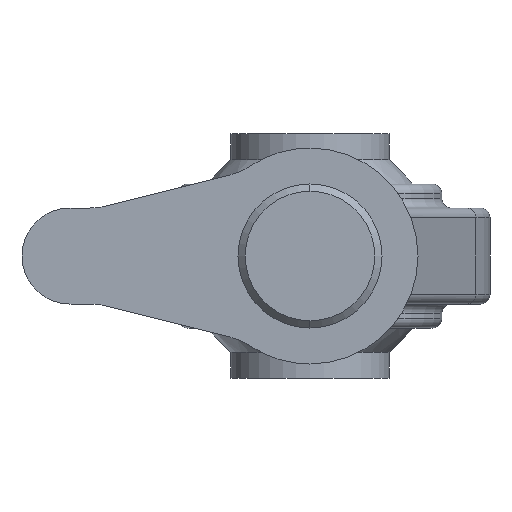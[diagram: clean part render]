
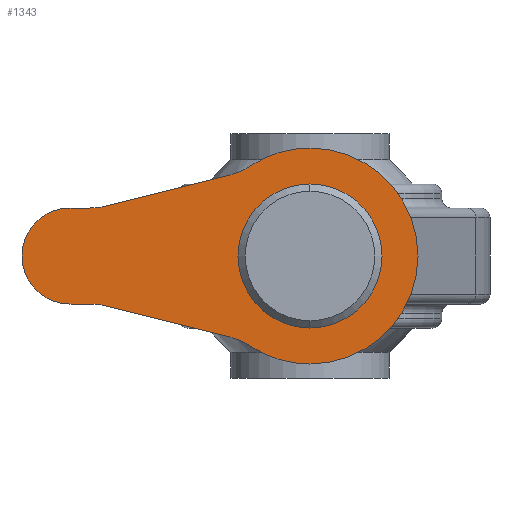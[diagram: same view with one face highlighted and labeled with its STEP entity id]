
A CAD part, front view. The second image highlights one B-rep face of the part: STEP entity #1343.
In plain terms, the highlighted planar face has unit normal (0, -1, 0).
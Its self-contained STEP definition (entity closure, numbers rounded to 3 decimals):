
#7 = AXIS2_PLACEMENT_3D ( 'NONE', #155, #2145, #41 ) ;
#8 = CARTESIAN_POINT ( 'NONE',  ( -44.142, -70., -5. ) ) ;
#14 = DIRECTION ( 'NONE',  ( -0.97, 0., -0.243 ) ) ;
#41 = DIRECTION ( 'NONE',  ( 0., 0., 1. ) ) ;
#58 = CIRCLE ( 'NONE', #518, 22.5 ) ;
#75 = DIRECTION ( 'NONE',  ( 0., -1., 0. ) ) ;
#77 = CARTESIAN_POINT ( 'NONE',  ( 0., -70., -15. ) ) ;
#142 = ORIENTED_EDGE ( 'NONE', *, *, #410, .T. ) ;
#147 = VERTEX_POINT ( 'NONE', #608 ) ;
#155 = CARTESIAN_POINT ( 'NONE',  ( 0., -70., -15. ) ) ;
#167 = ORIENTED_EDGE ( 'NONE', *, *, #1132, .T. ) ;
#191 = DIRECTION ( 'NONE',  ( 0., 0., 1. ) ) ;
#193 = VERTEX_POINT ( 'NONE', #1052 ) ;
#205 = AXIS2_PLACEMENT_3D ( 'NONE', #1713, #1672, #1702 ) ;
#212 = CARTESIAN_POINT ( 'NONE',  ( 0., -70., -37.5 ) ) ;
#213 = CIRCLE ( 'NONE', #772, 15. ) ;
#215 = VECTOR ( 'NONE', #1415, 1000. ) ;
#217 = AXIS2_PLACEMENT_3D ( 'NONE', #1850, #345, #620 ) ;
#226 = ORIENTED_EDGE ( 'NONE', *, *, #1152, .T. ) ;
#230 = AXIS2_PLACEMENT_3D ( 'NONE', #2197, #1874, #191 ) ;
#235 = LINE ( 'NONE', #1433, #215 ) ;
#250 = ORIENTED_EDGE ( 'NONE', *, *, #1392, .T. ) ;
#253 = AXIS2_PLACEMENT_3D ( 'NONE', #1967, #1419, #532 ) ;
#273 = ORIENTED_EDGE ( 'NONE', *, *, #1407, .T. ) ;
#284 = FACE_OUTER_BOUND ( 'NONE', #2012, .T. ) ;
#312 = CARTESIAN_POINT ( 'NONE',  ( 0., -70., -28.5 ) ) ;
#318 = CARTESIAN_POINT ( 'NONE',  ( -12.342, -70., -33.813 ) ) ;
#344 = FACE_BOUND ( 'NONE', #1707, .T. ) ;
#345 = DIRECTION ( 'NONE',  ( 0., -1., 0. ) ) ;
#354 = ORIENTED_EDGE ( 'NONE', *, *, #1502, .T. ) ;
#408 = AXIS2_PLACEMENT_3D ( 'NONE', #1697, #1684, #1667 ) ;
#410 = EDGE_CURVE ( 'NONE', #2149, #193, #1532, .T. ) ;
#414 = CARTESIAN_POINT ( 'NONE',  ( -45.989, -70., -25. ) ) ;
#420 = ORIENTED_EDGE ( 'NONE', *, *, #937, .T. ) ;
#427 = VERTEX_POINT ( 'NONE', #2070 ) ;
#428 = ORIENTED_EDGE ( 'NONE', *, *, #1007, .T. ) ;
#432 = EDGE_CURVE ( 'NONE', #1618, #147, #1508, .T. ) ;
#434 = EDGE_CURVE ( 'NONE', #1669, #1261, #1506, .T. ) ;
#444 = VERTEX_POINT ( 'NONE', #318 ) ;
#458 = EDGE_CURVE ( 'NONE', #1261, #1669, #1499, .T. ) ;
#477 = VERTEX_POINT ( 'NONE', #1338 ) ;
#518 = AXIS2_PLACEMENT_3D ( 'NONE', #77, #75, #690 ) ;
#532 = DIRECTION ( 'NONE',  ( 0., 0., 1. ) ) ;
#546 = CIRCLE ( 'NONE', #1824, 15. ) ;
#552 = ORIENTED_EDGE ( 'NONE', *, *, #1585, .T. ) ;
#555 = VERTEX_POINT ( 'NONE', #212 ) ;
#591 = DIRECTION ( 'NONE',  ( 0., 0., 1. ) ) ;
#607 = ORIENTED_EDGE ( 'NONE', *, *, #1897, .T. ) ;
#608 = CARTESIAN_POINT ( 'NONE',  ( -45.989, -70., -5. ) ) ;
#620 = DIRECTION ( 'NONE',  ( 0., 0., 1. ) ) ;
#629 = ORIENTED_EDGE ( 'NONE', *, *, #432, .T. ) ;
#637 = LINE ( 'NONE', #1110, #639 ) ;
#639 = VECTOR ( 'NONE', #1103, 1000. ) ;
#645 = ORIENTED_EDGE ( 'NONE', *, *, #1932, .T. ) ;
#680 = ORIENTED_EDGE ( 'NONE', *, *, #434, .F. ) ;
#686 = ORIENTED_EDGE ( 'NONE', *, *, #458, .F. ) ;
#690 = DIRECTION ( 'NONE',  ( 0., 0., 1. ) ) ;
#764 = CARTESIAN_POINT ( 'NONE',  ( -45.989, -70., -40. ) ) ;
#765 = CARTESIAN_POINT ( 'NONE',  ( -42.351, -70., -25.448 ) ) ;
#772 = AXIS2_PLACEMENT_3D ( 'NONE', #1147, #1269, #1244 ) ;
#867 = CIRCLE ( 'NONE', #2142, 22.5 ) ;
#937 = EDGE_CURVE ( 'NONE', #477, #2050, #1018, .T. ) ;
#961 = AXIS2_PLACEMENT_3D ( 'NONE', #2041, #2091, #2141 ) ;
#1007 = EDGE_CURVE ( 'NONE', #555, #477, #867, .T. ) ;
#1018 = CIRCLE ( 'NONE', #7, 22.5 ) ;
#1052 = CARTESIAN_POINT ( 'NONE',  ( -50., -70., -25. ) ) ;
#1099 = CARTESIAN_POINT ( 'NONE',  ( -16.932, -70., -31.802 ) ) ;
#1103 = DIRECTION ( 'NONE',  ( 1., 0., 0. ) ) ;
#1110 = CARTESIAN_POINT ( 'NONE',  ( -50., -70., -25. ) ) ;
#1132 = EDGE_CURVE ( 'NONE', #193, #1434, #637, .T. ) ;
#1147 = CARTESIAN_POINT ( 'NONE',  ( -20.57, -70., -46.355 ) ) ;
#1151 = CARTESIAN_POINT ( 'NONE',  ( -50., -70., -5. ) ) ;
#1152 = EDGE_CURVE ( 'NONE', #1434, #1966, #546, .T. ) ;
#1170 = CARTESIAN_POINT ( 'NONE',  ( 0., -70., -1.5 ) ) ;
#1244 = DIRECTION ( 'NONE',  ( 0., 0., 1. ) ) ;
#1261 = VERTEX_POINT ( 'NONE', #312 ) ;
#1269 = DIRECTION ( 'NONE',  ( 0., 1., 0. ) ) ;
#1309 = DIRECTION ( 'NONE',  ( -1., 0., 0. ) ) ;
#1338 = CARTESIAN_POINT ( 'NONE',  ( 0., -70., 7.5 ) ) ;
#1343 = ADVANCED_FACE ( 'NONE', ( #284, #344 ), #2193, .T. ) ;
#1347 = CARTESIAN_POINT ( 'NONE',  ( -42.351, -70., -4.552 ) ) ;
#1392 = EDGE_CURVE ( 'NONE', #1966, #2159, #235, .T. ) ;
#1407 = EDGE_CURVE ( 'NONE', #2159, #444, #213, .T. ) ;
#1415 = DIRECTION ( 'NONE',  ( 0.97, 0., -0.243 ) ) ;
#1419 = DIRECTION ( 'NONE',  ( 0., -1., 0. ) ) ;
#1433 = CARTESIAN_POINT ( 'NONE',  ( -44.142, -70., -25. ) ) ;
#1434 = VERTEX_POINT ( 'NONE', #414 ) ;
#1499 = CIRCLE ( 'NONE', #205, 13.5 ) ;
#1502 = EDGE_CURVE ( 'NONE', #444, #555, #58, .T. ) ;
#1506 = CIRCLE ( 'NONE', #217, 13.5 ) ;
#1508 = CIRCLE ( 'NONE', #230, 15. ) ;
#1532 = CIRCLE ( 'NONE', #253, 10. ) ;
#1558 = VECTOR ( 'NONE', #1309, 1000. ) ;
#1579 = LINE ( 'NONE', #1779, #1558 ) ;
#1585 = EDGE_CURVE ( 'NONE', #2050, #427, #2208, .T. ) ;
#1604 = VECTOR ( 'NONE', #14, 1000. ) ;
#1618 = VERTEX_POINT ( 'NONE', #1347 ) ;
#1660 = LINE ( 'NONE', #8, #1604 ) ;
#1667 = DIRECTION ( 'NONE',  ( 0., 0., 1. ) ) ;
#1669 = VERTEX_POINT ( 'NONE', #1170 ) ;
#1672 = DIRECTION ( 'NONE',  ( 0., -1., 0. ) ) ;
#1684 = DIRECTION ( 'NONE',  ( 0., 1., 0. ) ) ;
#1697 = CARTESIAN_POINT ( 'NONE',  ( -20.57, -70., 16.355 ) ) ;
#1702 = DIRECTION ( 'NONE',  ( 0., 0., 1. ) ) ;
#1707 = EDGE_LOOP ( 'NONE', ( #680, #686 ) ) ;
#1713 = CARTESIAN_POINT ( 'NONE',  ( 0., -70., -15. ) ) ;
#1779 = CARTESIAN_POINT ( 'NONE',  ( -50., -70., -5. ) ) ;
#1792 = DIRECTION ( 'NONE',  ( 0., 1., 0. ) ) ;
#1824 = AXIS2_PLACEMENT_3D ( 'NONE', #764, #1792, #591 ) ;
#1850 = CARTESIAN_POINT ( 'NONE',  ( 0., -70., -15. ) ) ;
#1864 = DIRECTION ( 'NONE',  ( 0., 0., 1. ) ) ;
#1867 = DIRECTION ( 'NONE',  ( 0., -1., 0. ) ) ;
#1874 = DIRECTION ( 'NONE',  ( 0., 1., 0. ) ) ;
#1881 = CARTESIAN_POINT ( 'NONE',  ( 0., -70., -15. ) ) ;
#1897 = EDGE_CURVE ( 'NONE', #427, #1618, #1660, .T. ) ;
#1932 = EDGE_CURVE ( 'NONE', #147, #2149, #1579, .T. ) ;
#1966 = VERTEX_POINT ( 'NONE', #765 ) ;
#1967 = CARTESIAN_POINT ( 'NONE',  ( -50., -70., -15. ) ) ;
#2012 = EDGE_LOOP ( 'NONE', ( #142, #167, #226, #250, #273, #354, #428, #420, #552, #607, #629, #645 ) ) ;
#2041 = CARTESIAN_POINT ( 'NONE',  ( -50., -70., -15. ) ) ;
#2050 = VERTEX_POINT ( 'NONE', #2058 ) ;
#2058 = CARTESIAN_POINT ( 'NONE',  ( -12.342, -70., 3.813 ) ) ;
#2070 = CARTESIAN_POINT ( 'NONE',  ( -16.932, -70., 1.802 ) ) ;
#2091 = DIRECTION ( 'NONE',  ( 0., -1., 0. ) ) ;
#2141 = DIRECTION ( 'NONE',  ( 0., 0., 1. ) ) ;
#2142 = AXIS2_PLACEMENT_3D ( 'NONE', #1881, #1867, #1864 ) ;
#2145 = DIRECTION ( 'NONE',  ( 0., -1., 0. ) ) ;
#2149 = VERTEX_POINT ( 'NONE', #1151 ) ;
#2159 = VERTEX_POINT ( 'NONE', #1099 ) ;
#2193 = PLANE ( 'NONE',  #961 ) ;
#2197 = CARTESIAN_POINT ( 'NONE',  ( -45.989, -70., 10. ) ) ;
#2208 = CIRCLE ( 'NONE', #408, 15. ) ;
